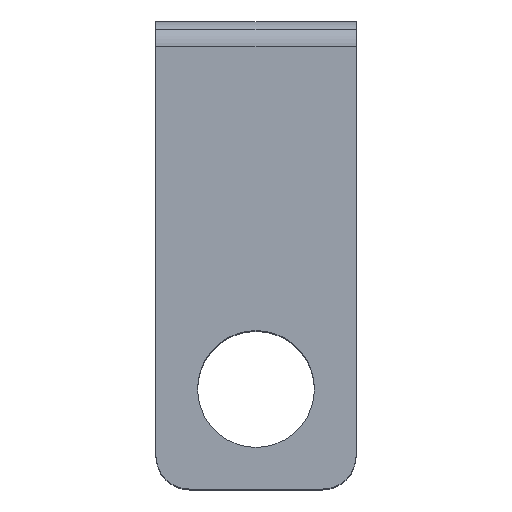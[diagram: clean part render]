
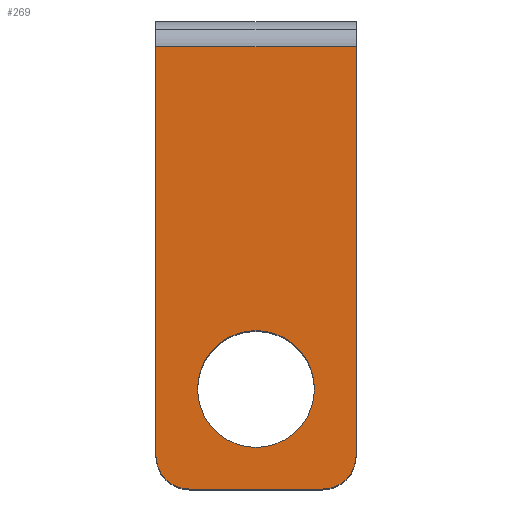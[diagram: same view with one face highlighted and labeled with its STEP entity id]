
A CAD part, top view. The second image highlights one B-rep face of the part: STEP entity #269.
In plain terms, the highlighted planar face has unit normal (0, 0, 1).
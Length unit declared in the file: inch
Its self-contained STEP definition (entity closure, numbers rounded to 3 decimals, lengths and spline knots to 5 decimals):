
#231 = EDGE_CURVE( '', #397, #515, #637, .T. );
#263 = VERTEX_POINT( '', #676 );
#269 = ADVANCED_FACE( '', ( #685, #686 ), #687, .T. );
#271 = VERTEX_POINT( '', #689 );
#273 = EDGE_CURVE( '', #399, #263, #691, .T. );
#285 = EDGE_CURVE( '', #451, #271, #704, .T. );
#295 = VERTEX_POINT( '', #714 );
#311 = VERTEX_POINT( '', #730 );
#329 = EDGE_CURVE( '', #311, #515, #751, .T. );
#349 = EDGE_CURVE( '', #311, #271, #771, .T. );
#363 = EDGE_CURVE( '', #403, #399, #787, .T. );
#397 = VERTEX_POINT( '', #826 );
#399 = VERTEX_POINT( '', #828 );
#403 = VERTEX_POINT( '', #833 );
#419 = EDGE_CURVE( '', #397, #403, #850, .T. );
#439 = EDGE_CURVE( '', #295, #549, #873, .T. );
#451 = VERTEX_POINT( '', #885 );
#509 = EDGE_CURVE( '', #263, #451, #946, .T. );
#515 = VERTEX_POINT( '', #952 );
#535 = EDGE_CURVE( '', #549, #295, #977, .T. );
#549 = VERTEX_POINT( '', #992 );
#637 = LINE( '', #1085, #1086 );
#676 = CARTESIAN_POINT( '', ( 0.25, -3.5, 3.813 ) );
#685 = FACE_BOUND( '', #1143, .T. );
#686 = FACE_OUTER_BOUND( '', #1144, .T. );
#687 = PLANE( '', #1145 );
#689 = CARTESIAN_POINT( '', ( 0., -3.25, 3.813 ) );
#691 = LINE( '', #1150, #1151 );
#704 = CIRCLE( '', #1169, 0.25 );
#714 = CARTESIAN_POINT( '', ( 0.75, -2.3125, 3.813 ) );
#730 = CARTESIAN_POINT( '', ( 0., -0.187, 3.813 ) );
#751 = LINE( '', #1231, #1232 );
#771 = LINE( '', #1259, #1260 );
#787 = CIRCLE( '', #1281, 0.25 );
#826 = CARTESIAN_POINT( '', ( 1.5, -3.25, 3.813 ) );
#828 = CARTESIAN_POINT( '', ( 1.25, -3.5, 3.813 ) );
#833 = CARTESIAN_POINT( '', ( 1.42678, -3.42678, 3.813 ) );
#850 = CIRCLE( '', #1362, 0.25 );
#873 = CIRCLE( '', #1394, 0.4375 );
#885 = CARTESIAN_POINT( '', ( 0.07322, -3.42678, 3.813 ) );
#946 = CIRCLE( '', #1490, 0.25 );
#952 = CARTESIAN_POINT( '', ( 1.5, -0.187, 3.813 ) );
#977 = CIRCLE( '', #1528, 0.4375 );
#992 = CARTESIAN_POINT( '', ( 0.75, -3.1875, 3.813 ) );
#1085 = CARTESIAN_POINT( '', ( 1.5, -0.25, 3.813 ) );
#1086 = VECTOR( '', #1650, 1. );
#1143 = EDGE_LOOP( '', ( #1730, #1731 ) );
#1144 = EDGE_LOOP( '', ( #1732, #1733, #1734, #1735, #1736, #1737, #1738, #1739 ) );
#1145 = AXIS2_PLACEMENT_3D( '', #1740, #1741, #1742 );
#1150 = CARTESIAN_POINT( '', ( 1.5, -3.5, 3.813 ) );
#1151 = VECTOR( '', #1743, 1. );
#1169 = AXIS2_PLACEMENT_3D( '', #1754, #1755, #1756 );
#1231 = CARTESIAN_POINT( '', ( 1.5, -0.187, 3.813 ) );
#1232 = VECTOR( '', #1786, 1. );
#1259 = CARTESIAN_POINT( '', ( 0., -0.25, 3.813 ) );
#1260 = VECTOR( '', #1800, 1. );
#1281 = AXIS2_PLACEMENT_3D( '', #1836, #1837, #1838 );
#1362 = AXIS2_PLACEMENT_3D( '', #1919, #1920, #1921 );
#1394 = AXIS2_PLACEMENT_3D( '', #1955, #1956, #1957 );
#1490 = AXIS2_PLACEMENT_3D( '', #2008, #2009, #2010 );
#1528 = AXIS2_PLACEMENT_3D( '', #2069, #2070, #2071 );
#1650 = DIRECTION( '', ( 0., 1., 0. ) );
#1730 = ORIENTED_EDGE( '', *, *, #535, .T. );
#1731 = ORIENTED_EDGE( '', *, *, #439, .T. );
#1732 = ORIENTED_EDGE( '', *, *, #419, .F. );
#1733 = ORIENTED_EDGE( '', *, *, #231, .T. );
#1734 = ORIENTED_EDGE( '', *, *, #329, .F. );
#1735 = ORIENTED_EDGE( '', *, *, #349, .T. );
#1736 = ORIENTED_EDGE( '', *, *, #285, .F. );
#1737 = ORIENTED_EDGE( '', *, *, #509, .F. );
#1738 = ORIENTED_EDGE( '', *, *, #273, .F. );
#1739 = ORIENTED_EDGE( '', *, *, #363, .F. );
#1740 = CARTESIAN_POINT( '', ( 1.5, 0., 3.813 ) );
#1741 = DIRECTION( '', ( 0., 0., 1. ) );
#1742 = DIRECTION( '', ( 0., 1., 0. ) );
#1743 = DIRECTION( '', ( -1., 0., 0. ) );
#1754 = CARTESIAN_POINT( '', ( 0.25, -3.25, 3.813 ) );
#1755 = DIRECTION( '', ( 0., 0., -1. ) );
#1756 = DIRECTION( '', ( -0.707, -0.707, 0. ) );
#1786 = DIRECTION( '', ( 1., 0., 0. ) );
#1800 = DIRECTION( '', ( 0., -1., 0. ) );
#1836 = CARTESIAN_POINT( '', ( 1.25, -3.25, 3.813 ) );
#1837 = DIRECTION( '', ( 0., 0., -1. ) );
#1838 = DIRECTION( '', ( 0.707, -0.707, 0. ) );
#1919 = CARTESIAN_POINT( '', ( 1.25, -3.25, 3.813 ) );
#1920 = DIRECTION( '', ( 0., 0., -1. ) );
#1921 = DIRECTION( '', ( 0.707, -0.707, 0. ) );
#1955 = CARTESIAN_POINT( '', ( 0.75, -2.75, 3.813 ) );
#1956 = DIRECTION( '', ( 0., 0., -1. ) );
#1957 = DIRECTION( '', ( 0., 1., 0. ) );
#2008 = CARTESIAN_POINT( '', ( 0.25, -3.25, 3.813 ) );
#2009 = DIRECTION( '', ( 0., 0., -1. ) );
#2010 = DIRECTION( '', ( -0.707, -0.707, 0. ) );
#2069 = CARTESIAN_POINT( '', ( 0.75, -2.75, 3.813 ) );
#2070 = DIRECTION( '', ( 0., 0., -1. ) );
#2071 = DIRECTION( '', ( 0., 1., 0. ) );
